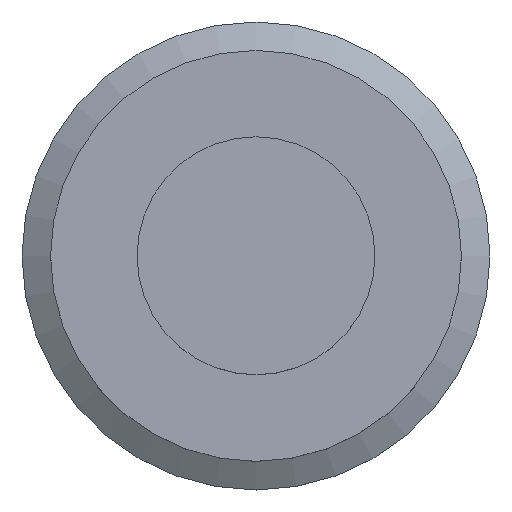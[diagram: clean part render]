
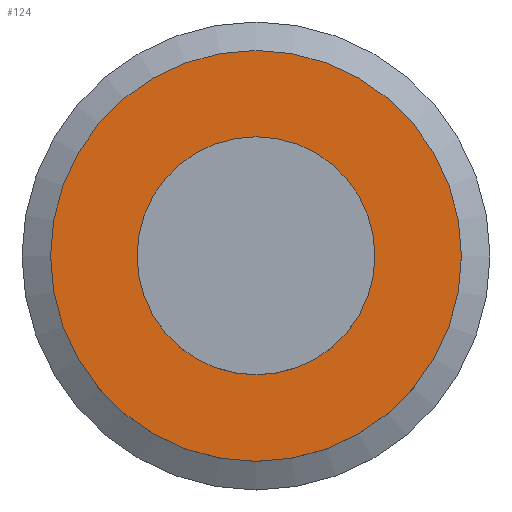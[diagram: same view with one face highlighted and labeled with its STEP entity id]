
A CAD part, top view. The second image highlights one B-rep face of the part: STEP entity #124.
In plain terms, the highlighted planar face has unit normal (0, 0, 1).
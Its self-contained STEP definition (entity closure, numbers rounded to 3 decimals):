
#117=PLANE('',#222);
#124=ADVANCED_FACE('',(#139,#140),#117,.T.);
#139=FACE_BOUND('',#156,.T.);
#140=FACE_BOUND('',#157,.T.);
#156=EDGE_LOOP('',(#174));
#157=EDGE_LOOP('',(#175));
#174=ORIENTED_EDGE('',*,*,#196,.T.);
#175=ORIENTED_EDGE('',*,*,#199,.F.);
#187=VERTEX_POINT('',#276);
#190=VERTEX_POINT('',#284);
#196=EDGE_CURVE('',#187,#187,#205,.T.);
#199=EDGE_CURVE('',#190,#190,#208,.T.);
#205=CIRCLE('',#215,7.77);
#208=CIRCLE('',#220,4.5);
#215=AXIS2_PLACEMENT_3D('',#275,#236,#237);
#220=AXIS2_PLACEMENT_3D('',#283,#246,#247);
#222=AXIS2_PLACEMENT_3D('',#286,#250,#251);
#236=DIRECTION('',(0.,0.,1.));
#237=DIRECTION('',(1.,0.,0.));
#246=DIRECTION('',(0.,0.,1.));
#247=DIRECTION('',(1.,0.,0.));
#250=DIRECTION('',(0.,0.,1.));
#251=DIRECTION('',(1.,0.,0.));
#275=CARTESIAN_POINT('',(0.,0.,-2.65));
#276=CARTESIAN_POINT('',(7.77,0.,-2.65));
#283=CARTESIAN_POINT('',(0.,0.,-2.65));
#284=CARTESIAN_POINT('',(4.5,0.,-2.65));
#286=CARTESIAN_POINT('',(0.,4.5,-2.65));
